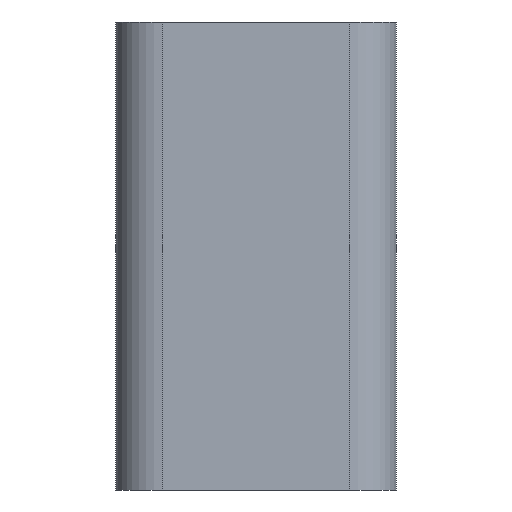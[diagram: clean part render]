
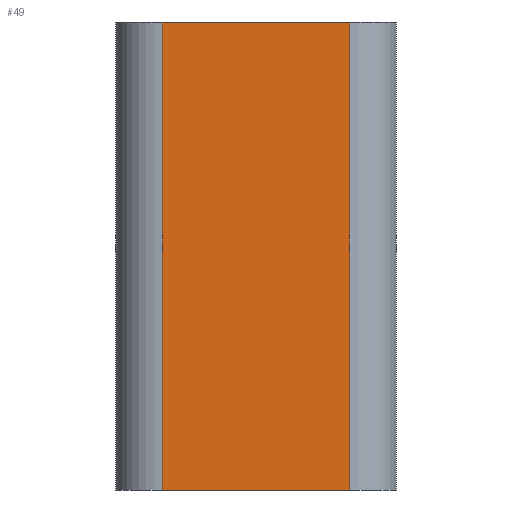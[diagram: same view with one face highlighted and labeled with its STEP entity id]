
A CAD part, front view. The second image highlights one B-rep face of the part: STEP entity #49.
In plain terms, the highlighted planar face has unit normal (0, -1, 0).
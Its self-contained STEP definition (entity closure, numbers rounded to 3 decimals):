
#49=ADVANCED_FACE('',(#65),#67,.T.);
#65=FACE_BOUND('',#66,.T.);
#66=EDGE_LOOP('',(#132,#133,#134,#135));
#67=PLANE('',#68);
#68=AXIS2_PLACEMENT_3D('',#69,#70,#71);
#69=CARTESIAN_POINT('',(-1.5,-37.,0.));
#70=DIRECTION('',(0.,-1.,0.));
#71=DIRECTION('',(1.,0.,0.));
#132=ORIENTED_EDGE('',*,*,#180,.T.);
#133=ORIENTED_EDGE('',*,*,#181,.F.);
#134=ORIENTED_EDGE('',*,*,#182,.F.);
#135=ORIENTED_EDGE('',*,*,#183,.T.);
#180=EDGE_CURVE('',#208,#209,#210,.T.);
#181=EDGE_CURVE('',#211,#209,#212,.T.);
#182=EDGE_CURVE('',#213,#211,#214,.T.);
#183=EDGE_CURVE('',#213,#208,#215,.T.);
#208=VERTEX_POINT('',#256);
#209=VERTEX_POINT('',#257);
#210=LINE('',#258,#259);
#211=VERTEX_POINT('',#261);
#212=LINE('',#262,#263);
#213=VERTEX_POINT('',#265);
#214=LINE('',#266,#267);
#215=LINE('',#269,#270);
#256=CARTESIAN_POINT('',(1.,-37.,0.));
#257=CARTESIAN_POINT('',(1.,-37.,5.));
#258=CARTESIAN_POINT('',(1.,-37.,0.));
#259=VECTOR('',#260,1.);
#260=DIRECTION('',(0.,0.,1.));
#261=CARTESIAN_POINT('',(-1.,-37.,5.));
#262=CARTESIAN_POINT('',(-1.,-37.,5.));
#263=VECTOR('',#264,1.);
#264=DIRECTION('',(1.,0.,0.));
#265=CARTESIAN_POINT('',(-1.,-37.,0.));
#266=CARTESIAN_POINT('',(-1.,-37.,0.));
#267=VECTOR('',#268,1.);
#268=DIRECTION('',(0.,0.,1.));
#269=CARTESIAN_POINT('',(-1.,-37.,0.));
#270=VECTOR('',#271,1.);
#271=DIRECTION('',(1.,0.,0.));
